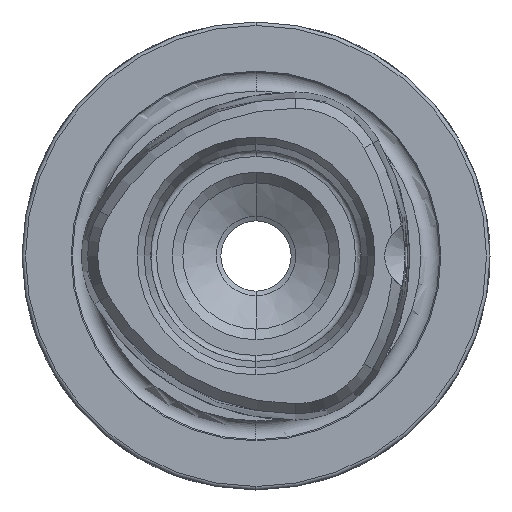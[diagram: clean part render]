
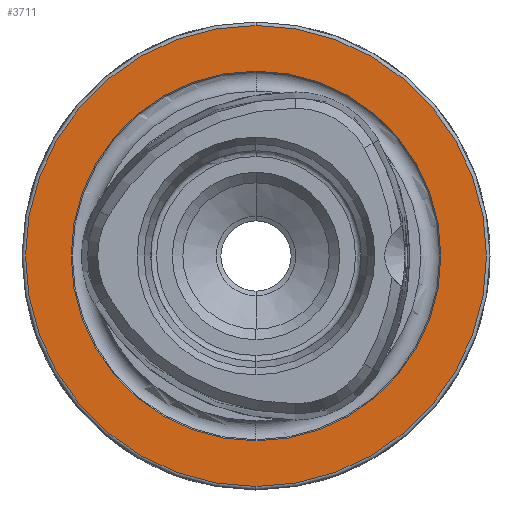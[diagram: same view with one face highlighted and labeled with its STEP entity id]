
A CAD part, left-side view. The second image highlights one B-rep face of the part: STEP entity #3711.
In plain terms, the highlighted planar face has unit normal (-1, 0, 0).
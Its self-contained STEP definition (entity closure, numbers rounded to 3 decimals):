
#797 = DIRECTION ( 'NONE',  ( 0., 0., -1. ) ) ;
#799 = PLANE ( 'NONE',  #8256 ) ;
#801 = CARTESIAN_POINT ( 'NONE',  ( 0., 15.8, 0. ) ) ;
#802 = DIRECTION ( 'NONE',  ( 1., 0., 0. ) ) ;
#1011 = CARTESIAN_POINT ( 'NONE',  ( 0., 0., -15.8 ) ) ;
#1014 = CARTESIAN_POINT ( 'NONE',  ( 0., 0., 19.7 ) ) ;
#1015 = CARTESIAN_POINT ( 'NONE',  ( 0., 0., 15.8 ) ) ;
#1018 = CARTESIAN_POINT ( 'NONE',  ( 0., 0., -19.7 ) ) ;
#1736 = VERTEX_POINT ( 'NONE', #1018 ) ;
#1737 = VERTEX_POINT ( 'NONE', #1014 ) ;
#1739 = VERTEX_POINT ( 'NONE', #1015 ) ;
#1740 = VERTEX_POINT ( 'NONE', #1011 ) ;
#1984 = CARTESIAN_POINT ( 'NONE',  ( 0., 0., 0. ) ) ;
#1985 = DIRECTION ( 'NONE',  ( -1., 0., 0. ) ) ;
#1986 = DIRECTION ( 'NONE',  ( 0., 0., 1. ) ) ;
#1987 = CARTESIAN_POINT ( 'NONE',  ( 0., 0., 0. ) ) ;
#1988 = DIRECTION ( 'NONE',  ( -1., 0., 0. ) ) ;
#1989 = DIRECTION ( 'NONE',  ( 0., 0., 1. ) ) ;
#3711 = ADVANCED_FACE ( 'NONE', ( #6495, #6494 ), #799, .F. ) ;
#4391 = EDGE_CURVE ( 'NONE', #1739, #1740, #11256, .T. ) ;
#4392 = EDGE_CURVE ( 'NONE', #1736, #1737, #11257, .T. ) ;
#4811 = EDGE_CURVE ( 'NONE', #1737, #1736, #6076, .T. ) ;
#4815 = EDGE_CURVE ( 'NONE', #1740, #1739, #6084, .T. ) ;
#6076 = CIRCLE ( 'NONE', #8781, 19.7 ) ;
#6084 = CIRCLE ( 'NONE', #8784, 15.8 ) ;
#6494 = FACE_OUTER_BOUND ( 'NONE', #9526, .T. ) ;
#6495 = FACE_BOUND ( 'NONE', #9520, .T. ) ;
#8256 = AXIS2_PLACEMENT_3D ( 'NONE', #801, #802, #797 ) ;
#8636 = AXIS2_PLACEMENT_3D ( 'NONE', #1984, #1985, #1986 ) ;
#8637 = AXIS2_PLACEMENT_3D ( 'NONE', #1987, #1988, #1989 ) ;
#8781 = AXIS2_PLACEMENT_3D ( 'NONE', #12758, #12759, #12760 ) ;
#8784 = AXIS2_PLACEMENT_3D ( 'NONE', #12772, #12773, #12774 ) ;
#9520 = EDGE_LOOP ( 'NONE', ( #11690, #11693 ) ) ;
#9526 = EDGE_LOOP ( 'NONE', ( #11695, #11698 ) ) ;
#11256 = CIRCLE ( 'NONE', #8636, 15.8 ) ;
#11257 = CIRCLE ( 'NONE', #8637, 19.7 ) ;
#11690 = ORIENTED_EDGE ( 'NONE', *, *, #4391, .F. ) ;
#11693 = ORIENTED_EDGE ( 'NONE', *, *, #4815, .F. ) ;
#11695 = ORIENTED_EDGE ( 'NONE', *, *, #4811, .T. ) ;
#11698 = ORIENTED_EDGE ( 'NONE', *, *, #4392, .T. ) ;
#12758 = CARTESIAN_POINT ( 'NONE',  ( 0., 0., 0. ) ) ;
#12759 = DIRECTION ( 'NONE',  ( -1., 0., 0. ) ) ;
#12760 = DIRECTION ( 'NONE',  ( 0., 0., 1. ) ) ;
#12772 = CARTESIAN_POINT ( 'NONE',  ( 0., 0., 0. ) ) ;
#12773 = DIRECTION ( 'NONE',  ( -1., 0., 0. ) ) ;
#12774 = DIRECTION ( 'NONE',  ( 0., 0., 1. ) ) ;
